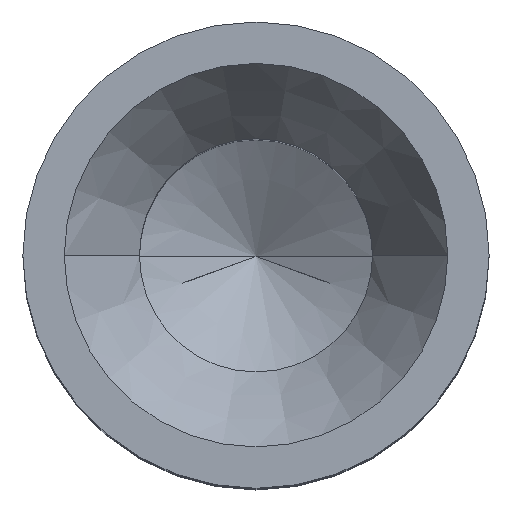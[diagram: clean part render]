
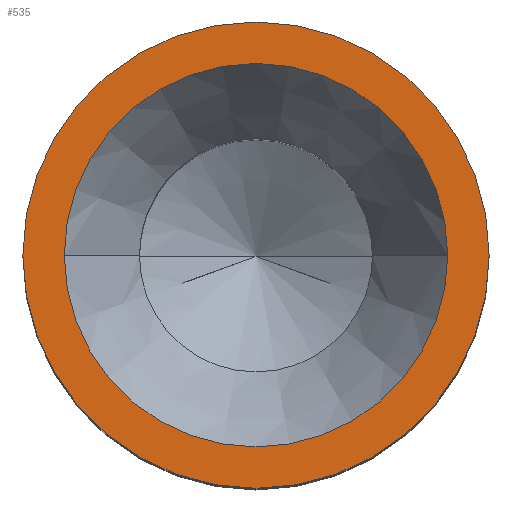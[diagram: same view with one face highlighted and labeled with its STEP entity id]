
A CAD part, top view. The second image highlights one B-rep face of the part: STEP entity #535.
In plain terms, the highlighted planar face has unit normal (0, 0, 1).
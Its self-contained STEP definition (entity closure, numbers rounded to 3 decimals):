
#121=CARTESIAN_POINT('',(0.,0.,12.498));
#122=DIRECTION('',(0.,0.,-1.));
#123=DIRECTION('',(-1.,0.,0.));
#124=AXIS2_PLACEMENT_3D('',#121,#122,#123);
#130=CARTESIAN_POINT('',(0.,0.,12.498));
#131=DIRECTION('',(0.,0.,1.));
#132=DIRECTION('',(-1.,0.,0.));
#133=AXIS2_PLACEMENT_3D('',#130,#131,#132);
#135=CARTESIAN_POINT('',(0.,0.,12.498));
#136=DIRECTION('',(0.,0.,-1.));
#137=DIRECTION('',(-1.,0.,0.));
#138=AXIS2_PLACEMENT_3D('',#135,#136,#137);
#140=CARTESIAN_POINT('',(0.,0.,12.498));
#141=DIRECTION('',(0.,0.,1.));
#142=DIRECTION('',(-1.,0.,0.));
#143=AXIS2_PLACEMENT_3D('',#140,#141,#142);
#327=CARTESIAN_POINT('',(-2.25,0.,12.498));
#328=VERTEX_POINT('',#327);
#343=CARTESIAN_POINT('',(2.25,0.,12.498));
#344=VERTEX_POINT('',#343);
#347=CARTESIAN_POINT('',(-1.85,0.,12.498));
#348=CARTESIAN_POINT('',(1.85,0.,12.498));
#349=VERTEX_POINT('',#347);
#350=VERTEX_POINT('',#348);
#520=CARTESIAN_POINT('',(0.,0.,12.498));
#521=DIRECTION('',(0.,0.,1.));
#522=DIRECTION('',(-1.,0.,0.));
#523=AXIS2_PLACEMENT_3D('',#520,#521,#522);
#524=PLANE('',#523);
#526=ORIENTED_EDGE('',*,*,#525,.T.);
#528=ORIENTED_EDGE('',*,*,#527,.F.);
#529=EDGE_LOOP('',(#526,#528));
#530=FACE_OUTER_BOUND('',#529,.F.);
#531=ORIENTED_EDGE('',*,*,#515,.T.);
#532=ORIENTED_EDGE('',*,*,#499,.F.);
#533=EDGE_LOOP('',(#531,#532));
#534=FACE_BOUND('',#533,.F.);
#535=ADVANCED_FACE('',(#530,#534),#524,.T.);
#125=CIRCLE('',#124,1.85);
#134=CIRCLE('',#133,1.85);
#139=CIRCLE('',#138,2.25);
#144=CIRCLE('',#143,2.25);
#499=EDGE_CURVE('',#349,#350,#125,.T.);
#515=EDGE_CURVE('',#349,#350,#134,.T.);
#525=EDGE_CURVE('',#328,#344,#139,.T.);
#527=EDGE_CURVE('',#328,#344,#144,.T.);
